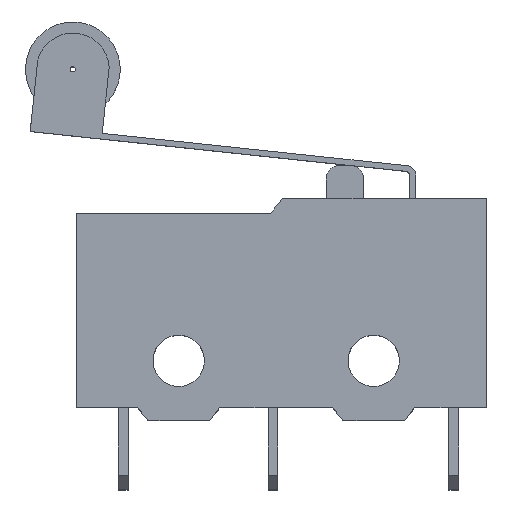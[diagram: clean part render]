
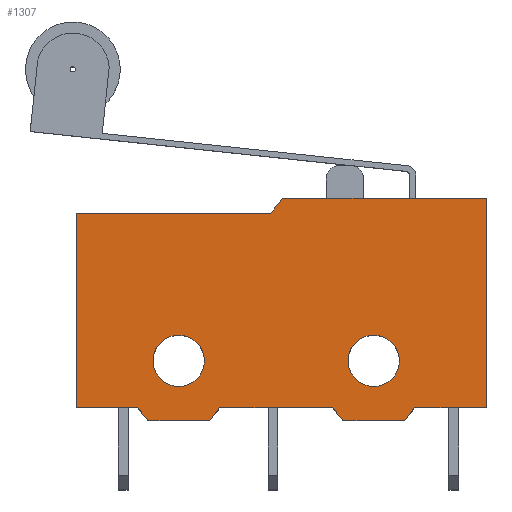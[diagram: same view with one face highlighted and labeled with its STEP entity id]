
A CAD part, top view. The second image highlights one B-rep face of the part: STEP entity #1307.
In plain terms, the highlighted planar face has unit normal (0, 0, 1).
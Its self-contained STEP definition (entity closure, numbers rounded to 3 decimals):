
#27=FACE_BOUND('',#195,.T.);
#28=FACE_BOUND('',#196,.T.);
#57=PLANE('',#1406);
#119=FACE_OUTER_BOUND('',#194,.T.);
#194=EDGE_LOOP('',(#974,#975,#976,#977,#978,#979,#980,#981,#982,#983,#984,
#985,#986,#987));
#195=EDGE_LOOP('',(#988));
#196=EDGE_LOOP('',(#989));
#271=LINE('',#1872,#424);
#275=LINE('',#1880,#428);
#278=LINE('',#1886,#431);
#281=LINE('',#1892,#434);
#284=LINE('',#1898,#437);
#287=LINE('',#1904,#440);
#290=LINE('',#1910,#443);
#293=LINE('',#1916,#446);
#296=LINE('',#1922,#449);
#299=LINE('',#1928,#452);
#302=LINE('',#1934,#455);
#305=LINE('',#1940,#458);
#308=LINE('',#1946,#461);
#311=LINE('',#1951,#464);
#424=VECTOR('',#1509,10.);
#428=VECTOR('',#1515,10.);
#431=VECTOR('',#1520,10.);
#434=VECTOR('',#1525,10.);
#437=VECTOR('',#1530,10.);
#440=VECTOR('',#1535,10.);
#443=VECTOR('',#1540,10.);
#446=VECTOR('',#1545,10.);
#449=VECTOR('',#1550,10.);
#452=VECTOR('',#1555,10.);
#455=VECTOR('',#1560,10.);
#458=VECTOR('',#1565,10.);
#461=VECTOR('',#1570,10.);
#464=VECTOR('',#1575,10.);
#576=CIRCLE('',#1388,1.25);
#578=CIRCLE('',#1391,1.25);
#606=VERTEX_POINT('',#1860);
#608=VERTEX_POINT('',#1866);
#609=VERTEX_POINT('',#1870);
#610=VERTEX_POINT('',#1871);
#613=VERTEX_POINT('',#1879);
#615=VERTEX_POINT('',#1885);
#617=VERTEX_POINT('',#1891);
#619=VERTEX_POINT('',#1897);
#621=VERTEX_POINT('',#1903);
#623=VERTEX_POINT('',#1909);
#625=VERTEX_POINT('',#1915);
#627=VERTEX_POINT('',#1921);
#629=VERTEX_POINT('',#1927);
#631=VERTEX_POINT('',#1933);
#633=VERTEX_POINT('',#1939);
#635=VERTEX_POINT('',#1945);
#729=EDGE_CURVE('',#606,#606,#576,.T.);
#732=EDGE_CURVE('',#608,#608,#578,.T.);
#733=EDGE_CURVE('',#609,#610,#271,.T.);
#737=EDGE_CURVE('',#610,#613,#275,.T.);
#740=EDGE_CURVE('',#615,#613,#278,.T.);
#743=EDGE_CURVE('',#615,#617,#281,.T.);
#746=EDGE_CURVE('',#617,#619,#284,.T.);
#749=EDGE_CURVE('',#619,#621,#287,.T.);
#752=EDGE_CURVE('',#623,#621,#290,.T.);
#755=EDGE_CURVE('',#625,#623,#293,.T.);
#758=EDGE_CURVE('',#627,#625,#296,.T.);
#761=EDGE_CURVE('',#629,#627,#299,.T.);
#764=EDGE_CURVE('',#631,#629,#302,.T.);
#767=EDGE_CURVE('',#633,#631,#305,.T.);
#770=EDGE_CURVE('',#635,#633,#308,.T.);
#773=EDGE_CURVE('',#635,#609,#311,.T.);
#974=ORIENTED_EDGE('',*,*,#773,.T.);
#975=ORIENTED_EDGE('',*,*,#733,.T.);
#976=ORIENTED_EDGE('',*,*,#737,.T.);
#977=ORIENTED_EDGE('',*,*,#740,.F.);
#978=ORIENTED_EDGE('',*,*,#743,.T.);
#979=ORIENTED_EDGE('',*,*,#746,.T.);
#980=ORIENTED_EDGE('',*,*,#749,.T.);
#981=ORIENTED_EDGE('',*,*,#752,.F.);
#982=ORIENTED_EDGE('',*,*,#755,.F.);
#983=ORIENTED_EDGE('',*,*,#758,.F.);
#984=ORIENTED_EDGE('',*,*,#761,.F.);
#985=ORIENTED_EDGE('',*,*,#764,.F.);
#986=ORIENTED_EDGE('',*,*,#767,.F.);
#987=ORIENTED_EDGE('',*,*,#770,.F.);
#988=ORIENTED_EDGE('',*,*,#732,.T.);
#989=ORIENTED_EDGE('',*,*,#729,.T.);
#1307=ADVANCED_FACE('',(#119,#27,#28),#57,.T.);
#1388=AXIS2_PLACEMENT_3D('',#1862,#1498,#1499);
#1391=AXIS2_PLACEMENT_3D('',#1868,#1505,#1506);
#1406=AXIS2_PLACEMENT_3D('',#1953,#1577,#1578);
#1498=DIRECTION('center_axis',(0.,0.,-1.));
#1499=DIRECTION('ref_axis',(1.,0.,0.));
#1505=DIRECTION('center_axis',(0.,0.,-1.));
#1506=DIRECTION('ref_axis',(1.,0.,0.));
#1509=DIRECTION('',(1.,0.,0.));
#1515=DIRECTION('',(0.634,0.773,0.));
#1520=DIRECTION('',(-1.,0.,0.));
#1525=DIRECTION('',(0.634,-0.773,0.));
#1530=DIRECTION('',(1.,0.,0.));
#1535=DIRECTION('',(0.634,0.773,0.));
#1540=DIRECTION('',(-1.,0.,0.));
#1545=DIRECTION('',(0.,-1.,0.));
#1550=DIRECTION('',(1.,0.,0.));
#1555=DIRECTION('',(0.633,0.774,0.));
#1560=DIRECTION('',(1.,0.,0.));
#1565=DIRECTION('',(0.,1.,0.));
#1570=DIRECTION('',(-1.,0.,0.));
#1575=DIRECTION('',(0.634,-0.773,0.));
#1577=DIRECTION('center_axis',(0.,0.,1.));
#1578=DIRECTION('ref_axis',(1.,0.,0.));
#1860=CARTESIAN_POINT('',(-6.25,-2.81,0.));
#1862=CARTESIAN_POINT('Origin',(-5.,-2.81,0.));
#1866=CARTESIAN_POINT('',(3.25,-2.81,0.));
#1868=CARTESIAN_POINT('Origin',(4.5,-2.81,0.));
#1870=CARTESIAN_POINT('',(-6.5,-5.71,0.));
#1871=CARTESIAN_POINT('',(-3.5,-5.71,0.));
#1872=CARTESIAN_POINT('',(-6.5,-5.71,0.));
#1879=CARTESIAN_POINT('',(-3.,-5.1,0.));
#1880=CARTESIAN_POINT('',(-3.5,-5.71,0.));
#1885=CARTESIAN_POINT('',(2.5,-5.1,0.));
#1886=CARTESIAN_POINT('',(10.,-5.1,0.));
#1891=CARTESIAN_POINT('',(3.,-5.71,0.));
#1892=CARTESIAN_POINT('',(2.5,-5.1,0.));
#1897=CARTESIAN_POINT('',(6.,-5.71,0.));
#1898=CARTESIAN_POINT('',(3.,-5.71,0.));
#1903=CARTESIAN_POINT('',(6.5,-5.1,0.));
#1904=CARTESIAN_POINT('',(6.,-5.71,0.));
#1909=CARTESIAN_POINT('',(10.,-5.1,0.));
#1910=CARTESIAN_POINT('',(10.,-5.1,0.));
#1915=CARTESIAN_POINT('',(10.,5.1,0.));
#1916=CARTESIAN_POINT('',(10.,5.1,0.));
#1921=CARTESIAN_POINT('',(0.069,5.1,0.));
#1922=CARTESIAN_POINT('',(-10.,5.1,0.));
#1927=CARTESIAN_POINT('',(-0.52,4.38,0.));
#1928=CARTESIAN_POINT('',(-0.52,4.38,0.));
#1933=CARTESIAN_POINT('',(-10.,4.38,0.));
#1934=CARTESIAN_POINT('',(-10.,4.38,0.));
#1939=CARTESIAN_POINT('',(-10.,-5.1,0.));
#1940=CARTESIAN_POINT('',(-10.,-5.1,0.));
#1945=CARTESIAN_POINT('',(-7.,-5.1,0.));
#1946=CARTESIAN_POINT('',(10.,-5.1,0.));
#1951=CARTESIAN_POINT('',(-7.,-5.1,0.));
#1953=CARTESIAN_POINT('Origin',(0.,-0.305,0.));
